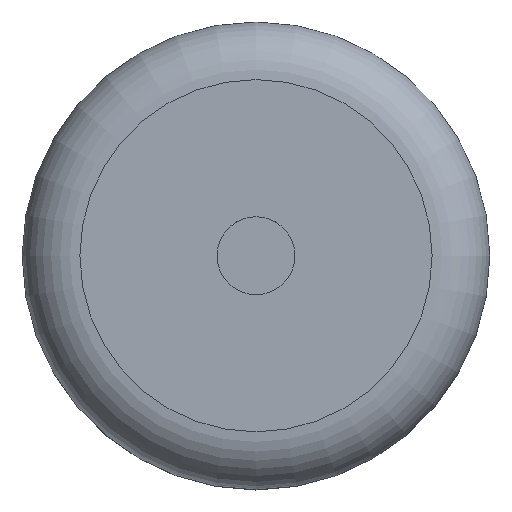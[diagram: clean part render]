
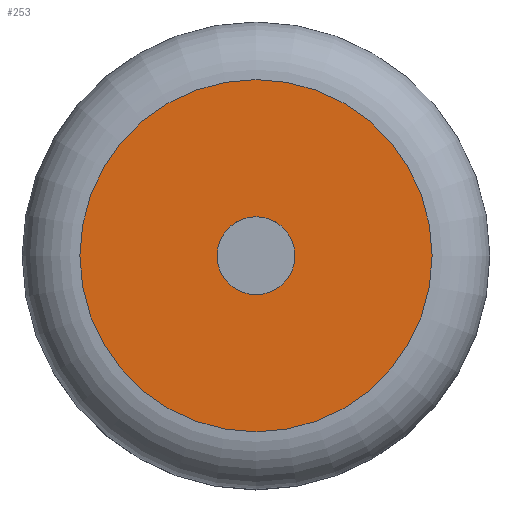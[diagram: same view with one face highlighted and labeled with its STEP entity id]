
A CAD part, top view. The second image highlights one B-rep face of the part: STEP entity #253.
In plain terms, the highlighted planar face has unit normal (0, 0, 1).
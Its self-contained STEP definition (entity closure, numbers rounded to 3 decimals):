
#223 = VERTEX_POINT('',#224);
#224 = CARTESIAN_POINT('',(7.019,0.,6.53));
#233 = EDGE_CURVE('',#223,#223,#234,.T.);
#234 = CIRCLE('',#235,4.519);
#235 = AXIS2_PLACEMENT_3D('',#236,#237,#238);
#236 = CARTESIAN_POINT('',(2.5,0.,6.53));
#237 = DIRECTION('',(0.,0.,1.));
#238 = DIRECTION('',(1.,0.,0.));
#253 = ADVANCED_FACE('',(#254,#257),#268,.T.);
#254 = FACE_BOUND('',#255,.T.);
#255 = EDGE_LOOP('',(#256));
#256 = ORIENTED_EDGE('',*,*,#233,.T.);
#257 = FACE_BOUND('',#258,.T.);
#258 = EDGE_LOOP('',(#259));
#259 = ORIENTED_EDGE('',*,*,#260,.T.);
#260 = EDGE_CURVE('',#261,#261,#263,.T.);
#261 = VERTEX_POINT('',#262);
#262 = CARTESIAN_POINT('',(3.5,0.,6.53));
#263 = CIRCLE('',#264,1.);
#264 = AXIS2_PLACEMENT_3D('',#265,#266,#267);
#265 = CARTESIAN_POINT('',(2.5,0.,6.53));
#266 = DIRECTION('',(0.,0.,-1.));
#267 = DIRECTION('',(1.,0.,0.));
#268 = PLANE('',#269);
#269 = AXIS2_PLACEMENT_3D('',#270,#271,#272);
#270 = CARTESIAN_POINT('',(2.5,0.,6.53));
#271 = DIRECTION('',(0.,0.,1.));
#272 = DIRECTION('',(1.,0.,0.));
